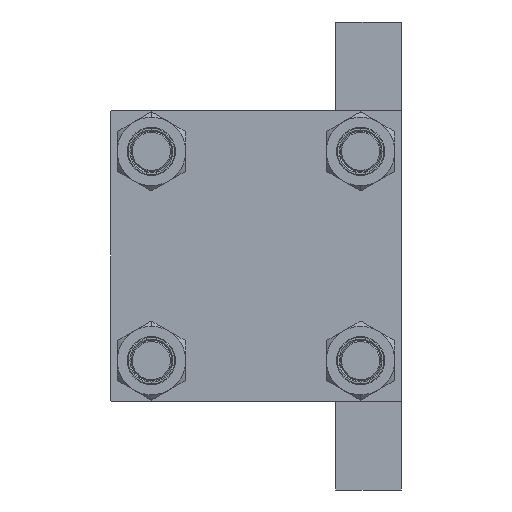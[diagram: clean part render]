
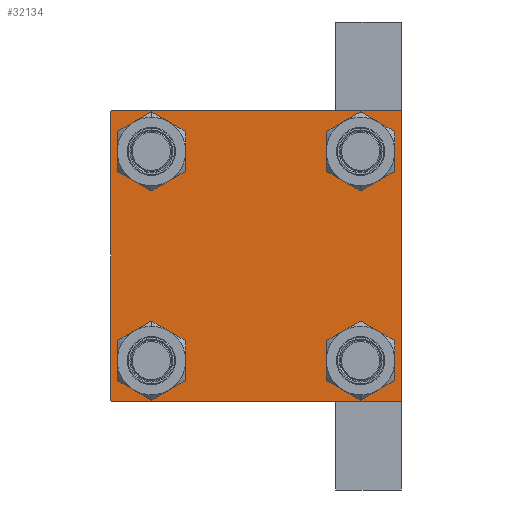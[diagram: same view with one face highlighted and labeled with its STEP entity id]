
A CAD part, left-side view. The second image highlights one B-rep face of the part: STEP entity #32134.
In plain terms, the highlighted planar face has unit normal (-1, 0, 0).
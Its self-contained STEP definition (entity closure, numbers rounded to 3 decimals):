
#527 = VERTEX_POINT ( 'NONE', #34420 ) ;
#914 = CARTESIAN_POINT ( 'NONE',  ( 0., 57.5, 57.5 ) ) ;
#964 = CARTESIAN_POINT ( 'NONE',  ( 0., -41.35, 41.35 ) ) ;
#2687 = EDGE_CURVE ( 'NONE', #37425, #45670, #5744, .T. ) ;
#3006 = EDGE_CURVE ( 'NONE', #32002, #28904, #18197, .T. ) ;
#3637 = CARTESIAN_POINT ( 'NONE',  ( 0., 57.5, 57.5 ) ) ;
#3645 = EDGE_LOOP ( 'NONE', ( #21135, #28691 ) ) ;
#3733 = CARTESIAN_POINT ( 'NONE',  ( 0., 0., 0. ) ) ;
#3969 = ORIENTED_EDGE ( 'NONE', *, *, #16151, .T. ) ;
#3971 = FACE_OUTER_BOUND ( 'NONE', #23702, .T. ) ;
#3987 = CARTESIAN_POINT ( 'NONE',  ( 0., -41.35, -32.85 ) ) ;
#4241 = VERTEX_POINT ( 'NONE', #29812 ) ;
#4598 = CIRCLE ( 'NONE', #45757, 8.5 ) ;
#4658 = CARTESIAN_POINT ( 'NONE',  ( 0., -57.5, 57. ) ) ;
#5467 = DIRECTION ( 'NONE',  ( 1., 0., 0. ) ) ;
#5744 = CIRCLE ( 'NONE', #11939, 8.5 ) ;
#6587 = LINE ( 'NONE', #21378, #19106 ) ;
#6692 = EDGE_LOOP ( 'NONE', ( #37108, #35748 ) ) ;
#6995 = VECTOR ( 'NONE', #10680, 1000. ) ;
#7000 = CARTESIAN_POINT ( 'NONE',  ( 0., 41.35, -49.85 ) ) ;
#7830 = VECTOR ( 'NONE', #18909, 1000. ) ;
#8405 = ORIENTED_EDGE ( 'NONE', *, *, #12228, .T. ) ;
#8867 = CARTESIAN_POINT ( 'NONE',  ( 0., 57.25, 57.25 ) ) ;
#9189 = ORIENTED_EDGE ( 'NONE', *, *, #44255, .T. ) ;
#9272 = AXIS2_PLACEMENT_3D ( 'NONE', #40513, #33898, #11299 ) ;
#9882 = AXIS2_PLACEMENT_3D ( 'NONE', #3733, #18526, #18763 ) ;
#10680 = DIRECTION ( 'NONE',  ( 0., 0., -1. ) ) ;
#11299 = DIRECTION ( 'NONE',  ( 0., 0., 1. ) ) ;
#11687 = CARTESIAN_POINT ( 'NONE',  ( 0., 41.35, 41.35 ) ) ;
#11900 = EDGE_LOOP ( 'NONE', ( #35554, #19571 ) ) ;
#11939 = AXIS2_PLACEMENT_3D ( 'NONE', #26622, #19578, #34177 ) ;
#12126 = DIRECTION ( 'NONE',  ( 0., 0., 1. ) ) ;
#12228 = EDGE_CURVE ( 'NONE', #4241, #32002, #6587, .T. ) ;
#12785 = DIRECTION ( 'NONE',  ( 0., 0., 1. ) ) ;
#12814 = EDGE_CURVE ( 'NONE', #27966, #28904, #13673, .T. ) ;
#13673 = LINE ( 'NONE', #43398, #26113 ) ;
#15537 = VERTEX_POINT ( 'NONE', #28294 ) ;
#15950 = DIRECTION ( 'NONE',  ( 0., -1., 0. ) ) ;
#16028 = CARTESIAN_POINT ( 'NONE',  ( 0., -57.25, 57.25 ) ) ;
#16065 = VERTEX_POINT ( 'NONE', #37710 ) ;
#16151 = EDGE_CURVE ( 'NONE', #27966, #24149, #46470, .T. ) ;
#17101 = CARTESIAN_POINT ( 'NONE',  ( 0., -57.5, -57. ) ) ;
#17593 = EDGE_CURVE ( 'NONE', #15537, #527, #4598, .T. ) ;
#17955 = CARTESIAN_POINT ( 'NONE',  ( 0., 57.25, -57.25 ) ) ;
#18197 = LINE ( 'NONE', #47675, #44610 ) ;
#18526 = DIRECTION ( 'NONE',  ( -1., 0., 0. ) ) ;
#18763 = DIRECTION ( 'NONE',  ( 0., 0., 1. ) ) ;
#18909 = DIRECTION ( 'NONE',  ( 0., -0.707, -0.707 ) ) ;
#19106 = VECTOR ( 'NONE', #39663, 1000. ) ;
#19403 = AXIS2_PLACEMENT_3D ( 'NONE', #33274, #48147, #40356 ) ;
#19571 = ORIENTED_EDGE ( 'NONE', *, *, #33133, .T. ) ;
#19578 = DIRECTION ( 'NONE',  ( 1., 0., 0. ) ) ;
#19714 = ORIENTED_EDGE ( 'NONE', *, *, #24979, .T. ) ;
#19775 = EDGE_CURVE ( 'NONE', #39322, #25179, #44285, .T. ) ;
#19786 = LINE ( 'NONE', #8867, #45082 ) ;
#19970 = CARTESIAN_POINT ( 'NONE',  ( 0., 57.5, -57. ) ) ;
#20897 = AXIS2_PLACEMENT_3D ( 'NONE', #38776, #5467, #26839 ) ;
#21135 = ORIENTED_EDGE ( 'NONE', *, *, #22563, .T. ) ;
#21378 = CARTESIAN_POINT ( 'NONE',  ( 0., 57.5, -57.5 ) ) ;
#21533 = VECTOR ( 'NONE', #15950, 1000. ) ;
#22256 = ORIENTED_EDGE ( 'NONE', *, *, #42077, .T. ) ;
#22359 = DIRECTION ( 'NONE',  ( 0., 0., 1. ) ) ;
#22539 = CARTESIAN_POINT ( 'NONE',  ( 0., 41.35, -32.85 ) ) ;
#22563 = EDGE_CURVE ( 'NONE', #27006, #23837, #43558, .T. ) ;
#22609 = CIRCLE ( 'NONE', #24152, 8.5 ) ;
#23702 = EDGE_LOOP ( 'NONE', ( #31791, #9189, #8405, #40689, #39426, #3969, #32739, #19714 ) ) ;
#23837 = VERTEX_POINT ( 'NONE', #7000 ) ;
#24149 = VERTEX_POINT ( 'NONE', #37493 ) ;
#24152 = AXIS2_PLACEMENT_3D ( 'NONE', #964, #30603, #12126 ) ;
#24799 = AXIS2_PLACEMENT_3D ( 'NONE', #11687, #33806, #22359 ) ;
#24979 = EDGE_CURVE ( 'NONE', #40351, #16065, #19786, .T. ) ;
#25179 = VERTEX_POINT ( 'NONE', #26477 ) ;
#25246 = LINE ( 'NONE', #17955, #7830 ) ;
#25346 = DIRECTION ( 'NONE',  ( 0., 0., -1. ) ) ;
#25963 = LINE ( 'NONE', #3637, #6995 ) ;
#26113 = VECTOR ( 'NONE', #25346, 1000. ) ;
#26477 = CARTESIAN_POINT ( 'NONE',  ( 0., -41.35, 49.85 ) ) ;
#26622 = CARTESIAN_POINT ( 'NONE',  ( 0., -41.35, -41.35 ) ) ;
#26839 = DIRECTION ( 'NONE',  ( 0., 0., 1. ) ) ;
#27006 = VERTEX_POINT ( 'NONE', #22539 ) ;
#27010 = VECTOR ( 'NONE', #42593, 1000. ) ;
#27966 = VERTEX_POINT ( 'NONE', #4658 ) ;
#28294 = CARTESIAN_POINT ( 'NONE',  ( 0., 41.35, 32.85 ) ) ;
#28691 = ORIENTED_EDGE ( 'NONE', *, *, #43381, .T. ) ;
#28904 = VERTEX_POINT ( 'NONE', #17101 ) ;
#29752 = CARTESIAN_POINT ( 'NONE',  ( 0., -41.35, -49.85 ) ) ;
#29812 = CARTESIAN_POINT ( 'NONE',  ( 0., 57., -57.5 ) ) ;
#29956 = PLANE ( 'NONE',  #9882 ) ;
#30603 = DIRECTION ( 'NONE',  ( 1., 0., 0. ) ) ;
#31266 = CARTESIAN_POINT ( 'NONE',  ( 0., 41.35, 41.35 ) ) ;
#31791 = ORIENTED_EDGE ( 'NONE', *, *, #43365, .T. ) ;
#32002 = VERTEX_POINT ( 'NONE', #41176 ) ;
#32134 = ADVANCED_FACE ( 'NONE', ( #37035, #37273, #40935, #33373, #3971 ), #29956, .T. ) ;
#32739 = ORIENTED_EDGE ( 'NONE', *, *, #34058, .F. ) ;
#33133 = EDGE_CURVE ( 'NONE', #45670, #37425, #38661, .T. ) ;
#33274 = CARTESIAN_POINT ( 'NONE',  ( 0., 41.35, -41.35 ) ) ;
#33373 = FACE_BOUND ( 'NONE', #37228, .T. ) ;
#33806 = DIRECTION ( 'NONE',  ( 1., 0., 0. ) ) ;
#33898 = DIRECTION ( 'NONE',  ( 1., 0., 0. ) ) ;
#34058 = EDGE_CURVE ( 'NONE', #40351, #24149, #41783, .T. ) ;
#34155 = CIRCLE ( 'NONE', #19403, 8.5 ) ;
#34177 = DIRECTION ( 'NONE',  ( 0., 0., 1. ) ) ;
#34420 = CARTESIAN_POINT ( 'NONE',  ( 0., 41.35, 49.85 ) ) ;
#34753 = AXIS2_PLACEMENT_3D ( 'NONE', #47956, #44314, #41614 ) ;
#34860 = DIRECTION ( 'NONE',  ( 0., 0.707, -0.707 ) ) ;
#35554 = ORIENTED_EDGE ( 'NONE', *, *, #2687, .T. ) ;
#35748 = ORIENTED_EDGE ( 'NONE', *, *, #19775, .T. ) ;
#35908 = CARTESIAN_POINT ( 'NONE',  ( 0., -41.35, 32.85 ) ) ;
#37035 = FACE_BOUND ( 'NONE', #6692, .T. ) ;
#37108 = ORIENTED_EDGE ( 'NONE', *, *, #45917, .T. ) ;
#37228 = EDGE_LOOP ( 'NONE', ( #22256, #42552 ) ) ;
#37273 = FACE_BOUND ( 'NONE', #11900, .T. ) ;
#37425 = VERTEX_POINT ( 'NONE', #3987 ) ;
#37493 = CARTESIAN_POINT ( 'NONE',  ( 0., -57., 57.5 ) ) ;
#37710 = CARTESIAN_POINT ( 'NONE',  ( 0., 57.5, 57. ) ) ;
#38661 = CIRCLE ( 'NONE', #34753, 8.5 ) ;
#38776 = CARTESIAN_POINT ( 'NONE',  ( 0., -41.35, 41.35 ) ) ;
#39322 = VERTEX_POINT ( 'NONE', #35908 ) ;
#39426 = ORIENTED_EDGE ( 'NONE', *, *, #12814, .F. ) ;
#39663 = DIRECTION ( 'NONE',  ( 0., -1., 0. ) ) ;
#40351 = VERTEX_POINT ( 'NONE', #44539 ) ;
#40356 = DIRECTION ( 'NONE',  ( 0., 0., 1. ) ) ;
#40513 = CARTESIAN_POINT ( 'NONE',  ( 0., 41.35, -41.35 ) ) ;
#40689 = ORIENTED_EDGE ( 'NONE', *, *, #3006, .T. ) ;
#40935 = FACE_BOUND ( 'NONE', #3645, .T. ) ;
#41176 = CARTESIAN_POINT ( 'NONE',  ( 0., -57., -57.5 ) ) ;
#41614 = DIRECTION ( 'NONE',  ( 0., 0., 1. ) ) ;
#41783 = LINE ( 'NONE', #914, #21533 ) ;
#42077 = EDGE_CURVE ( 'NONE', #527, #15537, #42720, .T. ) ;
#42552 = ORIENTED_EDGE ( 'NONE', *, *, #17593, .T. ) ;
#42593 = DIRECTION ( 'NONE',  ( 0., 0.707, 0.707 ) ) ;
#42720 = CIRCLE ( 'NONE', #24799, 8.5 ) ;
#43365 = EDGE_CURVE ( 'NONE', #16065, #48044, #25963, .T. ) ;
#43381 = EDGE_CURVE ( 'NONE', #23837, #27006, #34155, .T. ) ;
#43398 = CARTESIAN_POINT ( 'NONE',  ( 0., -57.5, 57.5 ) ) ;
#43558 = CIRCLE ( 'NONE', #9272, 8.5 ) ;
#44255 = EDGE_CURVE ( 'NONE', #48044, #4241, #25246, .T. ) ;
#44285 = CIRCLE ( 'NONE', #20897, 8.5 ) ;
#44314 = DIRECTION ( 'NONE',  ( 1., 0., 0. ) ) ;
#44539 = CARTESIAN_POINT ( 'NONE',  ( 0., 57., 57.5 ) ) ;
#44610 = VECTOR ( 'NONE', #44986, 1000. ) ;
#44986 = DIRECTION ( 'NONE',  ( 0., -0.707, 0.707 ) ) ;
#45082 = VECTOR ( 'NONE', #34860, 1000. ) ;
#45670 = VERTEX_POINT ( 'NONE', #29752 ) ;
#45757 = AXIS2_PLACEMENT_3D ( 'NONE', #31266, #46140, #12785 ) ;
#45917 = EDGE_CURVE ( 'NONE', #25179, #39322, #22609, .T. ) ;
#46140 = DIRECTION ( 'NONE',  ( 1., 0., 0. ) ) ;
#46470 = LINE ( 'NONE', #16028, #27010 ) ;
#47675 = CARTESIAN_POINT ( 'NONE',  ( 0., -57.25, -57.25 ) ) ;
#47956 = CARTESIAN_POINT ( 'NONE',  ( 0., -41.35, -41.35 ) ) ;
#48044 = VERTEX_POINT ( 'NONE', #19970 ) ;
#48147 = DIRECTION ( 'NONE',  ( 1., 0., 0. ) ) ;
